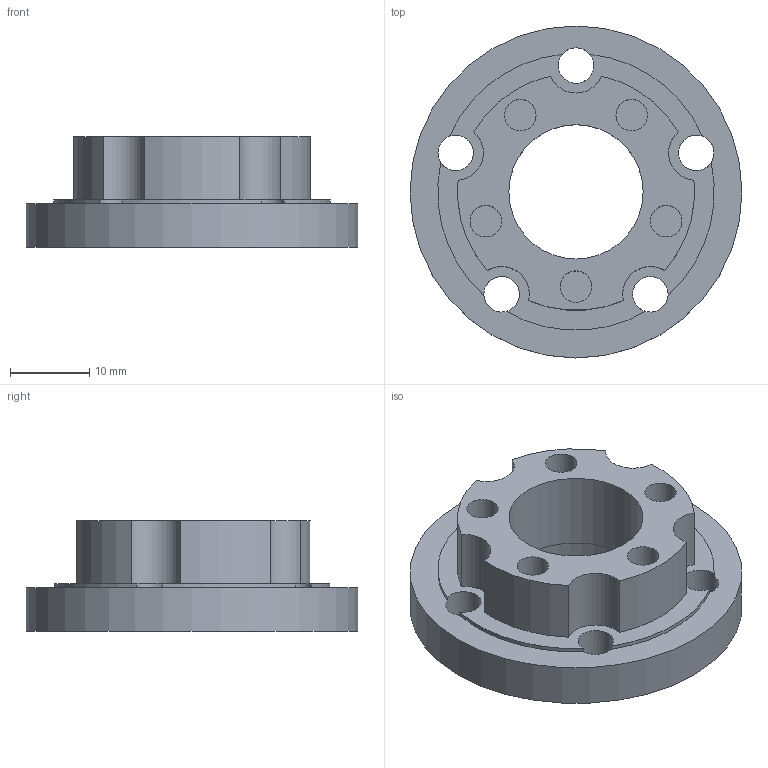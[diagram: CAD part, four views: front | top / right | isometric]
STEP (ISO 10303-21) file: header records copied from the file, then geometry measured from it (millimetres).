
FILE_DESCRIPTION(/* description */ (''),/* implementation_level */ '2;1');
FILE_NAME(/* name */ 'output_shaft_thread v3.step',/* time_stamp */ '2024-05-28T16:33:36+02:00',/* author */ (''),/* organization */ (''),/* preprocessor_version */ 'ST-DEVELOPER v20',/* originating_system */ 'Autodesk Translation Framework v13.14.0.145',/* authorisation */ '');
FILE_SCHEMA (('AUTOMOTIVE_DESIGN { 1 0 10303 214 3 1 1 }'));
Length unit declared in the file: millimetre
Products named in the file (1): output_shaft_thread
Bounding box: 42 x 42 x 14 mm (x, y, z)
Volume: 8905.8 mm3; surface area: 5554.9 mm2
Topology: 1 solids, 1 shells, 38 faces, 99 edges, 66 vertices
Faces by surface type: cylinder 28, plane 10
Full cylindrical faces by diameter (mm): 4 x5, 4.5 x5, 17 x1, 18 x1, 42 x1
Entity records: 1273 total; most frequent: DIRECTION 243, CARTESIAN_POINT 204, ORIENTED_EDGE 198, AXIS2_PLACEMENT_3D 105, EDGE_CURVE 99, CIRCLE 66, VERTEX_POINT 66, EDGE_LOOP 53
